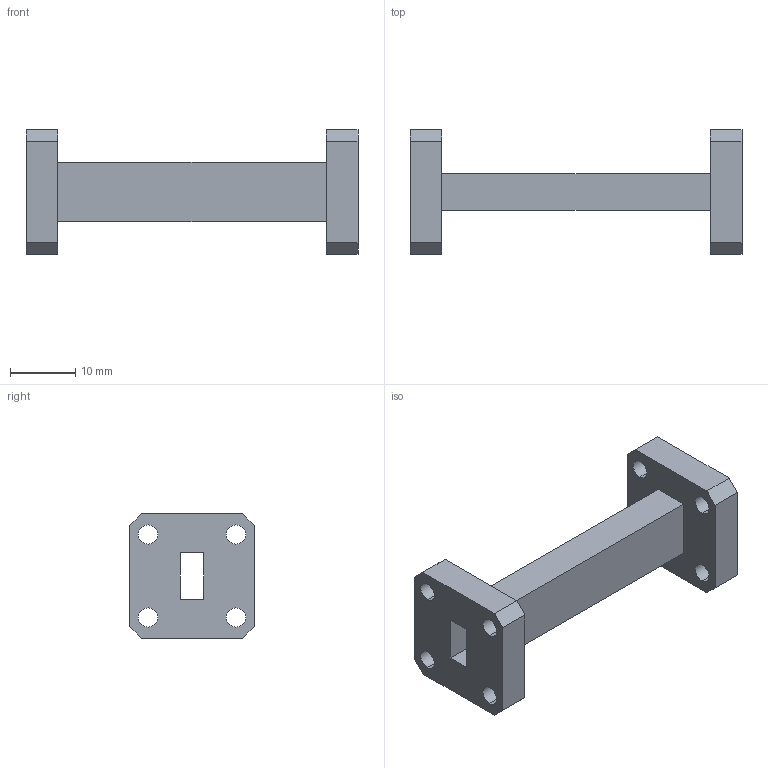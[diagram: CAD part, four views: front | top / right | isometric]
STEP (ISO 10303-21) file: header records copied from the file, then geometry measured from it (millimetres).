
FILE_DESCRIPTION (( 'STEP AP203' ), '1' );
FILE_NAME ('SWG-28020-FB.STEP', '2017-06-06T18:17:44', ( '' ), ( '' ), 'SwSTEP 2.0', 'SolidWorks 2013', '' );
FILE_SCHEMA (( 'CONFIG_CONTROL_DESIGN' ));
Length unit declared in the file: inch
Products named in the file (1): SWG-28020-FB
Bounding box: 50.8 x 19.05 x 19.05 mm (x, y, z)
Volume: 3996.3 mm3; surface area: 4513.3 mm2
Topology: 1 solids, 1 shells, 44 faces, 120 edges, 80 vertices
Faces by surface type: plane 28, cylinder 16
Entity records: 1511 total; most frequent: CARTESIAN_POINT 245, DIRECTION 242, ORIENTED_EDGE 240, EDGE_CURVE 120, LINE 88, VECTOR 88, VERTEX_POINT 80, AXIS2_PLACEMENT_3D 77
